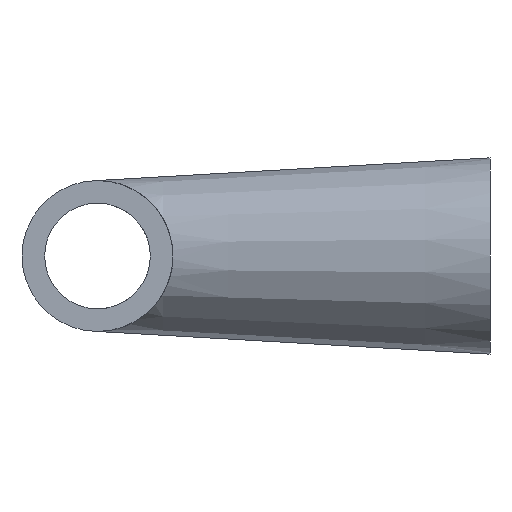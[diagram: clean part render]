
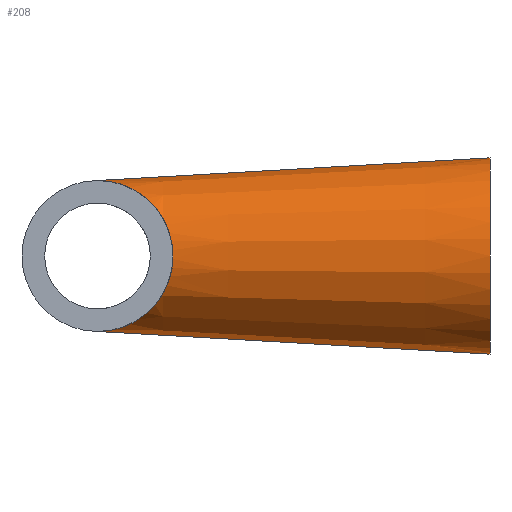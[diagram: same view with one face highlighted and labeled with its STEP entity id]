
A CAD part, left-side view. The second image highlights one B-rep face of the part: STEP entity #208.
In plain terms, the highlighted conical face has half-angle 3.302 degrees and reference radius 5 mm.
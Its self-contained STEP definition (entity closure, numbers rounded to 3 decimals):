
#5 = ORIENTED_EDGE ( 'NONE', *, *, #324, .F. ) ;
#9 = EDGE_LOOP ( 'NONE', ( #38, #5, #514, #390, #478 ) ) ;
#20 = CARTESIAN_POINT ( 'NONE',  ( -4.337, 21.948, -2.931 ) ) ;
#28 = CARTESIAN_POINT ( 'NONE',  ( -5.22, 21.068, -0.848 ) ) ;
#30 = CARTESIAN_POINT ( 'NONE',  ( -5.273, 21.016, -0.444 ) ) ;
#33 = DIRECTION ( 'NONE',  ( 0., 0., 1. ) ) ;
#37 = DIRECTION ( 'NONE',  ( 0., 1., 0. ) ) ;
#38 = ORIENTED_EDGE ( 'NONE', *, *, #341, .F. ) ;
#43 = DIRECTION ( 'NONE',  ( 0., 0., 1. ) ) ;
#45 = CARTESIAN_POINT ( 'NONE',  ( -0.444, 25.761, 4.995 ) ) ;
#49 = CARTESIAN_POINT ( 'NONE',  ( -0.051, 26., 5. ) ) ;
#58 = CARTESIAN_POINT ( 'NONE',  ( 0., 26., 5. ) ) ;
#60 = CARTESIAN_POINT ( 'NONE',  ( -1.266, 24.994, 4.906 ) ) ;
#67 = EDGE_CURVE ( 'NONE', #198, #201, #599, .T. ) ;
#68 = CARTESIAN_POINT ( 'NONE',  ( -0.051, 26., -5. ) ) ;
#71 = CARTESIAN_POINT ( 'NONE',  ( -1.536, 24.727, -4.844 ) ) ;
#77 = CARTESIAN_POINT ( 'NONE',  ( -0.363, 25.829, -4.997 ) ) ;
#95 = CARTESIAN_POINT ( 'NONE',  ( 0., 26., 5. ) ) ;
#99 = B_SPLINE_CURVE_WITH_KNOTS ( 'NONE', 3,
 ( #114, #68, #176, #267, #453, #77, #611, #265, #173, #510, #71, #219, #123, #369, #366, #121, #556, #601, #362, #20, #561, #315, #129, #410, #607, #407, #164, #309, #28, #30, #313, #498, #318, #415, #364, #456, #170, #598, #501, #613, #161, #322, #358, #549, #107, #339, #303, #293, #60, #141, #479, #45, #531, #444, #111, #241, #49, #623 ),
 .UNSPECIFIED., .F., .F.,
 ( 4, 2, 2, 2, 2, 2, 2, 2, 2, 2, 2, 2, 2, 2, 2, 2, 2, 2, 2, 2, 2, 2, 2, 2, 2, 2, 2, 2, 4 ),
 ( 0.033, 0.033, 0.033, 0.034, 0.034, 0.036, 0.037, 0.038, 0.039, 0.04, 0.04, 0.04, 0.041, 0.042, 0.042, 0.043, 0.043, 0.044, 0.045, 0.045, 0.047, 0.048, 0.049, 0.05, 0.051, 0.052, 0.052, 0.053, 0.053 ),
 .UNSPECIFIED. ) ;
#107 = CARTESIAN_POINT ( 'NONE',  ( -2.936, 23.342, 4.246 ) ) ;
#111 = CARTESIAN_POINT ( 'NONE',  ( -0.195, 25.943, 5. ) ) ;
#114 = CARTESIAN_POINT ( 'NONE',  ( -0.001, 26., -5. ) ) ;
#121 = CARTESIAN_POINT ( 'NONE',  ( -3.661, 22.621, -3.699 ) ) ;
#123 = CARTESIAN_POINT ( 'NONE',  ( -2.375, 23.899, -4.547 ) ) ;
#129 = CARTESIAN_POINT ( 'NONE',  ( -4.631, 21.655, -2.481 ) ) ;
#141 = CARTESIAN_POINT ( 'NONE',  ( -0.824, 25.417, 4.968 ) ) ;
#156 = CIRCLE ( 'NONE', #311, 5. ) ;
#161 = CARTESIAN_POINT ( 'NONE',  ( -4.377, 21.909, 2.895 ) ) ;
#162 = CARTESIAN_POINT ( 'NONE',  ( 0., 26., -5. ) ) ;
#164 = CARTESIAN_POINT ( 'NONE',  ( -5.082, 21.205, -1.432 ) ) ;
#168 = FACE_OUTER_BOUND ( 'NONE', #9, .T. ) ;
#170 = CARTESIAN_POINT ( 'NONE',  ( -5.044, 21.243, 1.553 ) ) ;
#172 = CARTESIAN_POINT ( 'NONE',  ( 0., 26., 0. ) ) ;
#173 = CARTESIAN_POINT ( 'NONE',  ( -0.816, 25.424, -4.969 ) ) ;
#176 = CARTESIAN_POINT ( 'NONE',  ( -0.102, 25.985, -5. ) ) ;
#185 = CARTESIAN_POINT ( 'NONE',  ( 0., 0., 0. ) ) ;
#198 = VERTEX_POINT ( 'NONE', #572 ) ;
#201 = VERTEX_POINT ( 'NONE', #282 ) ;
#208 = ADVANCED_FACE ( 'NONE', ( #168 ), #372, .T. ) ;
#219 = CARTESIAN_POINT ( 'NONE',  ( -2.099, 24.173, -4.663 ) ) ;
#230 = AXIS2_PLACEMENT_3D ( 'NONE', #185, #37, #43 ) ;
#241 = CARTESIAN_POINT ( 'NONE',  ( -0.102, 25.985, 5. ) ) ;
#242 = DIRECTION ( 'NONE',  ( 0., -0.998, 0.058 ) ) ;
#250 = VECTOR ( 'NONE', #454, 1000. ) ;
#265 = CARTESIAN_POINT ( 'NONE',  ( -0.67, 25.564, -4.983 ) ) ;
#267 = CARTESIAN_POINT ( 'NONE',  ( -0.195, 25.943, -5. ) ) ;
#282 = CARTESIAN_POINT ( 'NONE',  ( 0., 0., -6.5 ) ) ;
#284 = VERTEX_POINT ( 'NONE', #58 ) ;
#287 = CARTESIAN_POINT ( 'NONE',  ( 0., 26., 0. ) ) ;
#293 = CARTESIAN_POINT ( 'NONE',  ( -1.556, 24.708, 4.839 ) ) ;
#296 = VERTEX_POINT ( 'NONE', #442 ) ;
#303 = CARTESIAN_POINT ( 'NONE',  ( -2.122, 24.15, 4.654 ) ) ;
#309 = CARTESIAN_POINT ( 'NONE',  ( -5.181, 21.107, -1.048 ) ) ;
#311 = AXIS2_PLACEMENT_3D ( 'NONE', #287, #580, #33 ) ;
#313 = CARTESIAN_POINT ( 'NONE',  ( -5.287, 21.002, -0.241 ) ) ;
#315 = CARTESIAN_POINT ( 'NONE',  ( -4.538, 21.748, -2.637 ) ) ;
#318 = CARTESIAN_POINT ( 'NONE',  ( -5.279, 21.01, 0.371 ) ) ;
#320 = CIRCLE ( 'NONE', #230, 6.5 ) ;
#322 = CARTESIAN_POINT ( 'NONE',  ( -3.94, 22.343, 3.428 ) ) ;
#324 = EDGE_CURVE ( 'NONE', #296, #284, #99, .T. ) ;
#339 = CARTESIAN_POINT ( 'NONE',  ( -2.398, 23.876, 4.537 ) ) ;
#341 = EDGE_CURVE ( 'NONE', #284, #586, #587, .T. ) ;
#354 = DIRECTION ( 'NONE',  ( 0., -1., 0. ) ) ;
#358 = CARTESIAN_POINT ( 'NONE',  ( -3.703, 22.579, 3.661 ) ) ;
#361 = EDGE_CURVE ( 'NONE', #201, #586, #320, .T. ) ;
#362 = CARTESIAN_POINT ( 'NONE',  ( -4.231, 22.053, -3.071 ) ) ;
#364 = CARTESIAN_POINT ( 'NONE',  ( -5.196, 21.092, 0.977 ) ) ;
#366 = CARTESIAN_POINT ( 'NONE',  ( -3.165, 23.115, -4.096 ) ) ;
#369 = CARTESIAN_POINT ( 'NONE',  ( -2.907, 23.371, -4.264 ) ) ;
#371 = DIRECTION ( 'NONE',  ( 0., 0., -1. ) ) ;
#372 = CONICAL_SURFACE ( 'NONE', #488, 5., 0.058 ) ;
#390 = ORIENTED_EDGE ( 'NONE', *, *, #67, .T. ) ;
#404 = EDGE_CURVE ( 'NONE', #198, #296, #156, .T. ) ;
#407 = CARTESIAN_POINT ( 'NONE',  ( -5.023, 21.265, -1.618 ) ) ;
#410 = CARTESIAN_POINT ( 'NONE',  ( -4.804, 21.483, -2.152 ) ) ;
#415 = CARTESIAN_POINT ( 'NONE',  ( -5.232, 21.057, 0.778 ) ) ;
#442 = CARTESIAN_POINT ( 'NONE',  ( -0.001, 26., -5. ) ) ;
#444 = CARTESIAN_POINT ( 'NONE',  ( -0.239, 25.915, 4.999 ) ) ;
#452 = CARTESIAN_POINT ( 'NONE',  ( 0., 0., 6.5 ) ) ;
#453 = CARTESIAN_POINT ( 'NONE',  ( -0.238, 25.916, -4.999 ) ) ;
#454 = DIRECTION ( 'NONE',  ( 0., -0.998, -0.058 ) ) ;
#456 = CARTESIAN_POINT ( 'NONE',  ( -5.102, 21.185, 1.364 ) ) ;
#466 = VECTOR ( 'NONE', #242, 1000. ) ;
#478 = ORIENTED_EDGE ( 'NONE', *, *, #361, .T. ) ;
#479 = CARTESIAN_POINT ( 'NONE',  ( -0.675, 25.558, 4.982 ) ) ;
#488 = AXIS2_PLACEMENT_3D ( 'NONE', #172, #354, #371 ) ;
#498 = CARTESIAN_POINT ( 'NONE',  ( -5.29, 20.999, 0.166 ) ) ;
#501 = CARTESIAN_POINT ( 'NONE',  ( -4.832, 21.455, 2.092 ) ) ;
#510 = CARTESIAN_POINT ( 'NONE',  ( -1.252, 25.007, -4.908 ) ) ;
#514 = ORIENTED_EDGE ( 'NONE', *, *, #404, .F. ) ;
#531 = CARTESIAN_POINT ( 'NONE',  ( -0.365, 25.827, 4.997 ) ) ;
#549 = CARTESIAN_POINT ( 'NONE',  ( -3.199, 23.081, 4.072 ) ) ;
#556 = CARTESIAN_POINT ( 'NONE',  ( -3.901, 22.383, -3.469 ) ) ;
#561 = CARTESIAN_POINT ( 'NONE',  ( -4.388, 21.897, -2.859 ) ) ;
#572 = CARTESIAN_POINT ( 'NONE',  ( 0., 26., -5. ) ) ;
#580 = DIRECTION ( 'NONE',  ( 0., 1., 0. ) ) ;
#586 = VERTEX_POINT ( 'NONE', #452 ) ;
#587 = LINE ( 'NONE', #95, #466 ) ;
#598 = CARTESIAN_POINT ( 'NONE',  ( -4.909, 21.378, 1.918 ) ) ;
#599 = LINE ( 'NONE', #162, #250 ) ;
#601 = CARTESIAN_POINT ( 'NONE',  ( -4.176, 22.108, -3.14 ) ) ;
#607 = CARTESIAN_POINT ( 'NONE',  ( -4.883, 21.404, -1.978 ) ) ;
#611 = CARTESIAN_POINT ( 'NONE',  ( -0.44, 25.763, -4.995 ) ) ;
#613 = CARTESIAN_POINT ( 'NONE',  ( -4.579, 21.707, 2.591 ) ) ;
#623 = CARTESIAN_POINT ( 'NONE',  ( 0., 26., 5. ) ) ;
